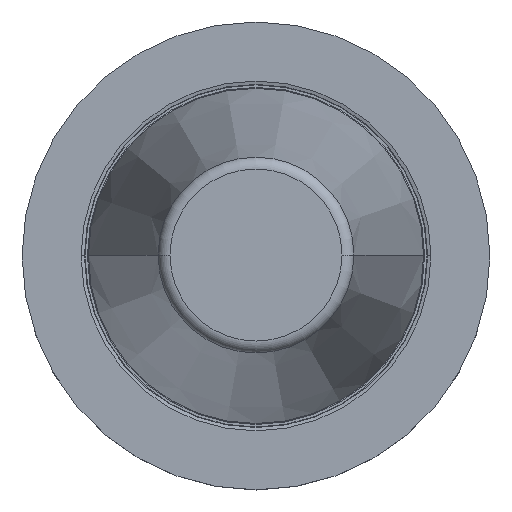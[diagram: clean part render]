
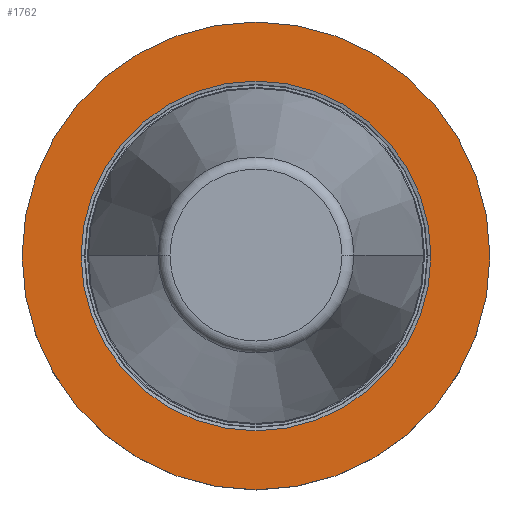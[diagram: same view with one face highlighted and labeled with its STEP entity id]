
A CAD part, top view. The second image highlights one B-rep face of the part: STEP entity #1762.
In plain terms, the highlighted planar face has unit normal (0, 0, 1).
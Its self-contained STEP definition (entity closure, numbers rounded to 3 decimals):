
#113=CARTESIAN_POINT('',(0.,0.,-3.2));
#114=DIRECTION('',(0.,0.,1.));
#115=DIRECTION('',(1.,0.,0.));
#116=AXIS2_PLACEMENT_3D('',#113,#114,#115);
#121=CARTESIAN_POINT('',(0.,0.,-3.2));
#122=DIRECTION('',(0.,0.,-1.));
#123=DIRECTION('',(1.,0.,0.));
#124=AXIS2_PLACEMENT_3D('',#121,#122,#123);
#129=CARTESIAN_POINT('',(0.,0.,-3.2));
#130=DIRECTION('',(0.,0.,1.));
#131=DIRECTION('',(1.,0.,0.));
#132=AXIS2_PLACEMENT_3D('',#129,#130,#131);
#137=CARTESIAN_POINT('',(0.,0.,-3.2));
#138=DIRECTION('',(0.,0.,1.));
#139=DIRECTION('',(-1.,0.,0.));
#140=AXIS2_PLACEMENT_3D('',#137,#138,#139);
#1555=CARTESIAN_POINT('',(48.75,0.,-3.2));
#1556=CARTESIAN_POINT('',(-48.75,0.,-3.2));
#1557=VERTEX_POINT('',#1555);
#1558=VERTEX_POINT('',#1556);
#1621=CARTESIAN_POINT('',(36.446,0.,-3.2));
#1622=VERTEX_POINT('',#1621);
#1625=CARTESIAN_POINT('',(-36.446,0.,-3.2));
#1626=VERTEX_POINT('',#1625);
#1747=CARTESIAN_POINT('',(0.,0.,-3.2));
#1748=DIRECTION('',(0.,0.,-1.));
#1749=DIRECTION('',(-1.,0.,0.));
#1750=AXIS2_PLACEMENT_3D('',#1747,#1748,#1749);
#1751=PLANE('',#1750);
#1752=ORIENTED_EDGE('',*,*,#1727,.F.);
#1753=ORIENTED_EDGE('',*,*,#1668,.T.);
#1754=EDGE_LOOP('',(#1752,#1753));
#1755=FACE_OUTER_BOUND('',#1754,.F.);
#1757=ORIENTED_EDGE('',*,*,#1756,.T.);
#1759=ORIENTED_EDGE('',*,*,#1758,.T.);
#1760=EDGE_LOOP('',(#1757,#1759));
#1761=FACE_BOUND('',#1760,.F.);
#1762=ADVANCED_FACE('',(#1755,#1761),#1751,.F.);
#117=CIRCLE('',#116,48.75);
#125=CIRCLE('',#124,48.75);
#133=CIRCLE('',#132,36.446);
#141=CIRCLE('',#140,36.446);
#1668=EDGE_CURVE('',#1557,#1558,#125,.T.);
#1727=EDGE_CURVE('',#1557,#1558,#117,.T.);
#1756=EDGE_CURVE('',#1622,#1626,#133,.T.);
#1758=EDGE_CURVE('',#1626,#1622,#141,.T.);
